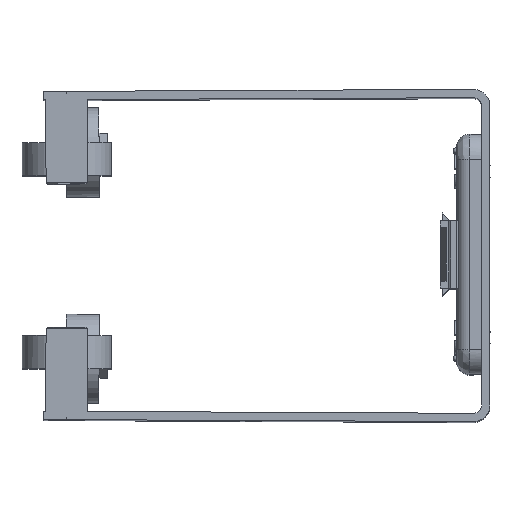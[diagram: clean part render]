
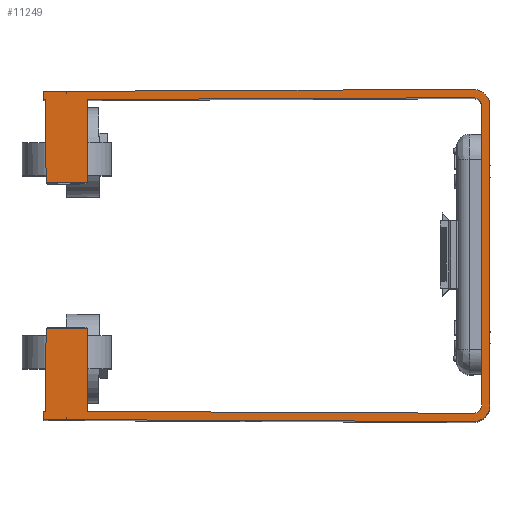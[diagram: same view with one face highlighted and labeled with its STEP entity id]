
A CAD part, top view. The second image highlights one B-rep face of the part: STEP entity #11249.
In plain terms, the highlighted planar face has unit normal (0, 0, 1).
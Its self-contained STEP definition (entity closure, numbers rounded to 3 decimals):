
#37=DIRECTION('',(1.,0.005,0.));
#38=VECTOR('',#37,92.992);
#39=CARTESIAN_POINT('',(-95.,37.264,0.));
#40=LINE('',#39,#38);
#41=DIRECTION('',(0.005,-1.,0.));
#42=VECTOR('',#41,20.);
#43=CARTESIAN_POINT('',(-95.,37.264,0.));
#44=LINE('',#43,#42);
#45=DIRECTION('',(1.,0.005,0.));
#46=VECTOR('',#45,0.5);
#47=CARTESIAN_POINT('',(-105.5,37.213,0.));
#48=LINE('',#47,#46);
#49=DIRECTION('',(0.005,-1.,0.));
#50=VECTOR('',#49,2.);
#51=CARTESIAN_POINT('',(-105.51,39.213,0.));
#52=LINE('',#51,#50);
#53=DIRECTION('',(-1.,-0.005,0.));
#54=VECTOR('',#53,103.492);
#55=CARTESIAN_POINT('',(-2.019,39.713,0.));
#56=LINE('',#55,#54);
#57=CARTESIAN_POINT('',(-2.,35.713,0.));
#58=DIRECTION('',(0.,0.,1.));
#59=DIRECTION('',(1.,0.,0.));
#60=AXIS2_PLACEMENT_3D('',#57,#58,#59);
#62=DIRECTION('',(0.,1.,0.));
#63=VECTOR('',#62,72.);
#64=CARTESIAN_POINT('',(2.,-36.287,0.));
#65=LINE('',#64,#63);
#66=CARTESIAN_POINT('',(-2.,-36.287,0.));
#67=DIRECTION('',(0.,0.,1.));
#68=DIRECTION('',(-0.005,-1.,0.));
#69=AXIS2_PLACEMENT_3D('',#66,#67,#68);
#71=DIRECTION('',(1.,-0.005,0.));
#72=VECTOR('',#71,103.492);
#73=CARTESIAN_POINT('',(-105.51,-39.787,0.));
#74=LINE('',#73,#72);
#75=DIRECTION('',(-0.005,-1.,0.));
#76=VECTOR('',#75,2.);
#77=CARTESIAN_POINT('',(-105.5,-37.787,0.));
#78=LINE('',#77,#76);
#79=DIRECTION('',(-1.,0.005,0.));
#80=VECTOR('',#79,0.5);
#81=CARTESIAN_POINT('',(-105.,-37.789,0.));
#82=LINE('',#81,#80);
#83=DIRECTION('',(0.005,1.,0.));
#84=VECTOR('',#83,20.);
#85=CARTESIAN_POINT('',(-105.,-37.789,0.));
#86=LINE('',#85,#84);
#87=DIRECTION('',(-1.,0.005,0.));
#88=VECTOR('',#87,92.992);
#89=CARTESIAN_POINT('',(-2.01,-38.287,0.));
#90=LINE('',#89,#88);
#91=CARTESIAN_POINT('',(-2.,-36.287,0.));
#92=DIRECTION('',(0.,0.,-1.));
#93=DIRECTION('',(1.,0.,0.));
#94=AXIS2_PLACEMENT_3D('',#91,#92,#93);
#96=DIRECTION('',(0.,-1.,0.));
#97=VECTOR('',#96,72.);
#98=CARTESIAN_POINT('',(0.,35.713,0.));
#99=LINE('',#98,#97);
#100=CARTESIAN_POINT('',(-2.,35.713,0.));
#101=DIRECTION('',(0.,0.,-1.));
#102=DIRECTION('',(-0.005,1.,0.));
#103=AXIS2_PLACEMENT_3D('',#100,#101,#102);
#433=DIRECTION('',(0.005,-1.,0.));
#434=VECTOR('',#433,20.);
#435=CARTESIAN_POINT('',(-105.,37.216,0.));
#436=LINE('',#435,#434);
#489=DIRECTION('',(-1.,-0.005,0.));
#490=VECTOR('',#489,10.);
#491=CARTESIAN_POINT('',(-94.903,17.264,0.));
#492=LINE('',#491,#490);
#3769=DIRECTION('',(0.005,1.,0.));
#3770=VECTOR('',#3769,20.);
#3771=CARTESIAN_POINT('',(-95.,-37.837,0.));
#3772=LINE('',#3771,#3770);
#3793=DIRECTION('',(1.,-0.005,0.));
#3794=VECTOR('',#3793,10.);
#3795=CARTESIAN_POINT('',(-104.903,-17.789,0.));
#3796=LINE('',#3795,#3794);
#9304=CARTESIAN_POINT('',(2.,-36.287,0.));
#9305=CARTESIAN_POINT('',(2.,35.713,0.));
#9306=VERTEX_POINT('',#9304);
#9307=VERTEX_POINT('',#9305);
#9308=CARTESIAN_POINT('',(-2.019,39.713,0.));
#9309=VERTEX_POINT('',#9308);
#9310=CARTESIAN_POINT('',(-105.51,39.213,0.));
#9311=VERTEX_POINT('',#9310);
#9312=CARTESIAN_POINT('',(-2.01,37.713,0.));
#9313=CARTESIAN_POINT('',(0.,35.713,0.));
#9314=VERTEX_POINT('',#9312);
#9315=VERTEX_POINT('',#9313);
#9316=CARTESIAN_POINT('',(0.,-36.287,0.));
#9317=VERTEX_POINT('',#9316);
#9406=CARTESIAN_POINT('',(-105.51,-39.787,0.));
#9407=CARTESIAN_POINT('',(-2.019,-40.287,0.));
#9408=VERTEX_POINT('',#9406);
#9409=VERTEX_POINT('',#9407);
#9410=CARTESIAN_POINT('',(-105.5,37.213,0.));
#9411=VERTEX_POINT('',#9410);
#9412=CARTESIAN_POINT('',(-2.01,-38.287,0.));
#9413=VERTEX_POINT('',#9412);
#9414=CARTESIAN_POINT('',(-105.5,-37.787,0.));
#9415=VERTEX_POINT('',#9414);
#9476=CARTESIAN_POINT('',(-104.903,-17.789,0.));
#9477=CARTESIAN_POINT('',(-94.903,-17.838,0.));
#9478=VERTEX_POINT('',#9476);
#9479=VERTEX_POINT('',#9477);
#9536=CARTESIAN_POINT('',(-95.,-37.837,0.));
#9538=VERTEX_POINT('',#9536);
#9550=CARTESIAN_POINT('',(-105.,-37.789,0.));
#9551=VERTEX_POINT('',#9550);
#9961=CARTESIAN_POINT('',(-94.903,17.264,0.));
#9962=CARTESIAN_POINT('',(-104.903,17.216,0.));
#9963=VERTEX_POINT('',#9961);
#9964=VERTEX_POINT('',#9962);
#10025=CARTESIAN_POINT('',(-95.,37.264,0.));
#10027=VERTEX_POINT('',#10025);
#10037=CARTESIAN_POINT('',(-105.,37.216,0.));
#10039=VERTEX_POINT('',#10037);
#11202=CARTESIAN_POINT('',(0.,0.,0.));
#11203=DIRECTION('',(0.,0.,1.));
#11204=DIRECTION('',(0.,-1.,0.));
#11205=AXIS2_PLACEMENT_3D('',#11202,#11203,#11204);
#11206=PLANE('',#11205);
#11208=ORIENTED_EDGE('',*,*,#11207,.F.);
#11210=ORIENTED_EDGE('',*,*,#11209,.T.);
#11212=ORIENTED_EDGE('',*,*,#11211,.T.);
#11214=ORIENTED_EDGE('',*,*,#11213,.F.);
#11216=ORIENTED_EDGE('',*,*,#11215,.F.);
#11218=ORIENTED_EDGE('',*,*,#11217,.F.);
#11220=ORIENTED_EDGE('',*,*,#11219,.F.);
#11222=ORIENTED_EDGE('',*,*,#11221,.F.);
#11224=ORIENTED_EDGE('',*,*,#11223,.F.);
#11226=ORIENTED_EDGE('',*,*,#11225,.F.);
#11228=ORIENTED_EDGE('',*,*,#11227,.F.);
#11230=ORIENTED_EDGE('',*,*,#11229,.F.);
#11232=ORIENTED_EDGE('',*,*,#11231,.F.);
#11234=ORIENTED_EDGE('',*,*,#11233,.T.);
#11236=ORIENTED_EDGE('',*,*,#11235,.T.);
#11238=ORIENTED_EDGE('',*,*,#11237,.F.);
#11240=ORIENTED_EDGE('',*,*,#11239,.F.);
#11242=ORIENTED_EDGE('',*,*,#11241,.F.);
#11244=ORIENTED_EDGE('',*,*,#11243,.F.);
#11246=ORIENTED_EDGE('',*,*,#11245,.F.);
#11247=EDGE_LOOP('',(#11208,#11210,#11212,#11214,#11216,#11218,#11220,#11222,
#11224,#11226,#11228,#11230,#11232,#11234,#11236,#11238,#11240,#11242,#11244,
#11246));
#11248=FACE_OUTER_BOUND('',#11247,.F.);
#11249=ADVANCED_FACE('',(#11248),#11206,.T.);
#61=CIRCLE('',#60,4.);
#70=CIRCLE('',#69,4.);
#95=CIRCLE('',#94,2.);
#104=CIRCLE('',#103,2.);
#11207=EDGE_CURVE('',#10027,#9314,#40,.T.);
#11209=EDGE_CURVE('',#10027,#9963,#44,.T.);
#11211=EDGE_CURVE('',#9963,#9964,#492,.T.);
#11213=EDGE_CURVE('',#10039,#9964,#436,.T.);
#11215=EDGE_CURVE('',#9411,#10039,#48,.T.);
#11217=EDGE_CURVE('',#9311,#9411,#52,.T.);
#11219=EDGE_CURVE('',#9309,#9311,#56,.T.);
#11221=EDGE_CURVE('',#9307,#9309,#61,.T.);
#11223=EDGE_CURVE('',#9306,#9307,#65,.T.);
#11225=EDGE_CURVE('',#9409,#9306,#70,.T.);
#11227=EDGE_CURVE('',#9408,#9409,#74,.T.);
#11229=EDGE_CURVE('',#9415,#9408,#78,.T.);
#11231=EDGE_CURVE('',#9551,#9415,#82,.T.);
#11233=EDGE_CURVE('',#9551,#9478,#86,.T.);
#11235=EDGE_CURVE('',#9478,#9479,#3796,.T.);
#11237=EDGE_CURVE('',#9538,#9479,#3772,.T.);
#11239=EDGE_CURVE('',#9413,#9538,#90,.T.);
#11241=EDGE_CURVE('',#9317,#9413,#95,.T.);
#11243=EDGE_CURVE('',#9315,#9317,#99,.T.);
#11245=EDGE_CURVE('',#9314,#9315,#104,.T.);
